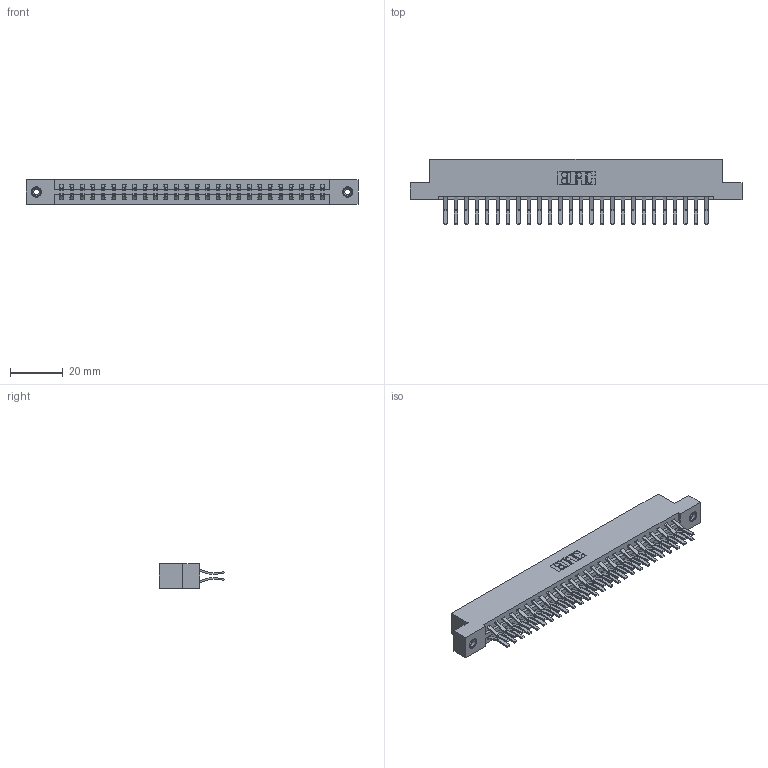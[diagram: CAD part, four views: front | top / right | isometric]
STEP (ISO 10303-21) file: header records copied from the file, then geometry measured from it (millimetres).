
FILE_DESCRIPTION (( 'STEP AP203' ), '1' );
FILE_NAME ('387-052-560-208.STEP', '2019-10-19T04:11:38', ( '' ), ( '' ), 'SwSTEP 2.0', 'SolidWorks 2016', '' );
FILE_SCHEMA (( 'CONFIG_CONTROL_DESIGN' ));
Length unit declared in the file: inch
Products named in the file (4): 345-250-001_345-250-003-102; 337 Part_Flush Mounting Lugs - 0.156 Dia-TI; 387-052-560-208; 345-292-001_560 Tail
Assembly tree (55 placements, depth 2):
  387-052-560-208
    337 Part_Flush Mounting Lugs - 0.156 Dia-TI
    345-292-001_560 Tail  x52
    345-250-001_345-250-003-102  x2
Bounding box: 126.03 x 24.78 x 9.4 mm (x, y, z)
Volume: 13403.9 mm3; surface area: 16008.1 mm2
Topology: 55 solids, 55 shells, 3086 faces, 9131 edges, 6010 vertices
Faces by surface type: plane 2078, cylinder 992, cone 12, torus 4
Entity records: 23502 total; most frequent: CARTESIAN_POINT 3953, ORIENTED_EDGE 3882, DIRECTION 3427, EDGE_CURVE 1941, VECTOR 1789, LINE 1789, VERTEX_POINT 1288, AXIS2_PLACEMENT_3D 819
